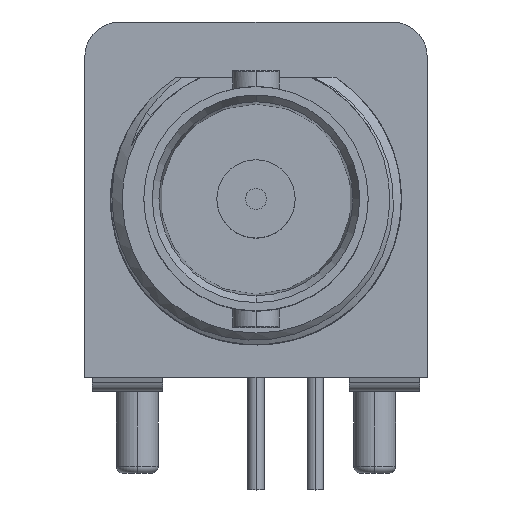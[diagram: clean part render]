
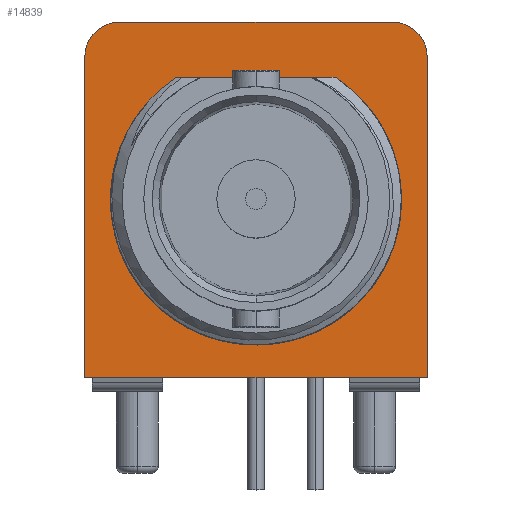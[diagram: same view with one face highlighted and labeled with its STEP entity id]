
A CAD part, top view. The second image highlights one B-rep face of the part: STEP entity #14839.
In plain terms, the highlighted planar face has unit normal (0, 0, 1).
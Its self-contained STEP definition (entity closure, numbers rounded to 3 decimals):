
#2054=CARTESIAN_POINT('',(0.,0.,-21.2));
#2055=DIRECTION('',(0.,0.,-1.));
#2056=DIRECTION('',(0.383,-0.924,0.));
#2057=AXIS2_PLACEMENT_3D('',#2054,#2055,#2056);
#3100=CARTESIAN_POINT('',(-2.382,-5.751,-21.2));
#3101=CARTESIAN_POINT('',(-2.535,-5.68,-21.2));
#3102=CARTESIAN_POINT('',(-2.835,-5.527,-21.2));
#3103=CARTESIAN_POINT('',(-3.263,-5.262,-21.2));
#3104=CARTESIAN_POINT('',(-3.666,-4.964,-21.2));
#3105=CARTESIAN_POINT('',(-4.044,-4.634,-21.2));
#3106=CARTESIAN_POINT('',(-4.392,-4.277,-21.2));
#3107=CARTESIAN_POINT('',(-4.709,-3.893,-21.2));
#3108=CARTESIAN_POINT('',(-4.994,-3.485,-21.2));
#3109=CARTESIAN_POINT('',(-5.243,-3.057,-21.2));
#3110=CARTESIAN_POINT('',(-5.456,-2.611,-21.2));
#3111=CARTESIAN_POINT('',(-5.632,-2.15,-21.2));
#3112=CARTESIAN_POINT('',(-5.769,-1.677,-21.2));
#3113=CARTESIAN_POINT('',(-5.867,-1.197,-21.2));
#3114=CARTESIAN_POINT('',(-5.924,-0.711,-21.2));
#3115=CARTESIAN_POINT('',(-5.942,-0.223,-21.2));
#3116=CARTESIAN_POINT('',(-5.92,0.263,-21.2));
#3117=CARTESIAN_POINT('',(-5.858,0.745,-21.2));
#3118=CARTESIAN_POINT('',(-5.757,1.219,-21.2));
#3119=CARTESIAN_POINT('',(-5.618,1.681,-21.2));
#3120=CARTESIAN_POINT('',(-5.442,2.13,-21.2));
#3121=CARTESIAN_POINT('',(-5.23,2.561,-21.2));
#3122=CARTESIAN_POINT('',(-4.983,2.972,-21.2));
#3123=CARTESIAN_POINT('',(-4.705,3.361,-21.2));
#3124=CARTESIAN_POINT('',(-4.396,3.724,-21.2));
#3125=CARTESIAN_POINT('',(-4.172,3.947,-21.2));
#3126=CARTESIAN_POINT('',(-4.055,4.055,-21.2));
#3149=CARTESIAN_POINT('',(5.825,6.1,-21.2));
#3150=DIRECTION('',(0.,0.,-1.));
#3151=DIRECTION('',(0.,1.,0.));
#3152=AXIS2_PLACEMENT_3D('',#3149,#3150,#3151);
#3154=DIRECTION('',(0.,-1.,0.));
#3155=VECTOR('',#3154,13.7);
#3156=CARTESIAN_POINT('',(7.325,6.1,-21.2));
#3157=LINE('',#3156,#3155);
#3158=DIRECTION('',(-1.,0.,0.));
#3159=VECTOR('',#3158,14.65);
#3160=CARTESIAN_POINT('',(7.325,-7.6,-21.2));
#3161=LINE('',#3160,#3159);
#3162=DIRECTION('',(0.,1.,0.));
#3163=VECTOR('',#3162,13.7);
#3164=CARTESIAN_POINT('',(-7.325,-7.6,-21.2));
#3165=LINE('',#3164,#3163);
#3166=CARTESIAN_POINT('',(-5.825,6.1,-21.2));
#3167=DIRECTION('',(0.,0.,-1.));
#3168=DIRECTION('',(-1.,0.,0.));
#3169=AXIS2_PLACEMENT_3D('',#3166,#3167,#3168);
#3171=DIRECTION('',(1.,0.,0.));
#3172=VECTOR('',#3171,11.65);
#3173=CARTESIAN_POINT('',(-5.825,7.6,-21.2));
#3174=LINE('',#3173,#3172);
#3175=DIRECTION('',(1.,0.,0.));
#3176=VECTOR('',#3175,4.724);
#3177=CARTESIAN_POINT('',(-2.362,5.225,-21.2));
#3178=LINE('',#3177,#3176);
#4207=CARTESIAN_POINT('',(2.362,5.225,-21.2));
#4208=CARTESIAN_POINT('',(2.488,5.168,-21.2));
#4209=CARTESIAN_POINT('',(2.734,5.046,-21.2));
#4210=CARTESIAN_POINT('',(3.09,4.836,-21.2));
#4211=CARTESIAN_POINT('',(3.43,4.601,-21.2));
#4212=CARTESIAN_POINT('',(3.754,4.341,-21.2));
#4213=CARTESIAN_POINT('',(3.957,4.153,-21.2));
#4214=CARTESIAN_POINT('',(4.055,4.055,-21.2));
#4289=CARTESIAN_POINT('',(-4.055,4.055,-21.2));
#4290=CARTESIAN_POINT('',(-3.957,4.152,-21.2));
#4291=CARTESIAN_POINT('',(-3.755,4.34,-21.2));
#4292=CARTESIAN_POINT('',(-3.432,4.6,-21.2));
#4293=CARTESIAN_POINT('',(-3.092,4.835,-21.2));
#4294=CARTESIAN_POINT('',(-2.735,5.046,-21.2));
#4295=CARTESIAN_POINT('',(-2.488,5.168,-21.2));
#4296=CARTESIAN_POINT('',(-2.362,5.225,-21.2));
#4448=CARTESIAN_POINT('',(4.055,4.055,-21.2));
#4449=CARTESIAN_POINT('',(4.172,3.947,-21.2));
#4450=CARTESIAN_POINT('',(4.397,3.723,-21.2));
#4451=CARTESIAN_POINT('',(4.707,3.358,-21.2));
#4452=CARTESIAN_POINT('',(4.986,2.969,-21.2));
#4453=CARTESIAN_POINT('',(5.231,2.558,-21.2));
#4454=CARTESIAN_POINT('',(5.443,2.126,-21.2));
#4455=CARTESIAN_POINT('',(5.619,1.678,-21.2));
#4456=CARTESIAN_POINT('',(5.758,1.215,-21.2));
#4457=CARTESIAN_POINT('',(5.859,0.742,-21.2));
#4458=CARTESIAN_POINT('',(5.92,0.26,-21.2));
#4459=CARTESIAN_POINT('',(5.942,-0.226,-21.2));
#4460=CARTESIAN_POINT('',(5.924,-0.714,-21.2));
#4461=CARTESIAN_POINT('',(5.866,-1.2,-21.2));
#4462=CARTESIAN_POINT('',(5.768,-1.68,-21.2));
#4463=CARTESIAN_POINT('',(5.631,-2.152,-21.2));
#4464=CARTESIAN_POINT('',(5.455,-2.613,-21.2));
#4465=CARTESIAN_POINT('',(5.242,-3.059,-21.2));
#4466=CARTESIAN_POINT('',(4.992,-3.487,-21.2));
#4467=CARTESIAN_POINT('',(4.708,-3.895,-21.2));
#4468=CARTESIAN_POINT('',(4.391,-4.278,-21.2));
#4469=CARTESIAN_POINT('',(4.042,-4.636,-21.2));
#4470=CARTESIAN_POINT('',(3.665,-4.965,-21.2));
#4471=CARTESIAN_POINT('',(3.261,-5.263,-21.2));
#4472=CARTESIAN_POINT('',(2.833,-5.528,-21.2));
#4473=CARTESIAN_POINT('',(2.535,-5.681,-21.2));
#4474=CARTESIAN_POINT('',(2.382,-5.751,-21.2));
#4810=CARTESIAN_POINT('',(7.325,6.1,-21.2));
#4811=CARTESIAN_POINT('',(7.325,-7.6,-21.2));
#4812=VERTEX_POINT('',#4810);
#4813=VERTEX_POINT('',#4811);
#4814=CARTESIAN_POINT('',(-7.325,-7.6,-21.2));
#4815=VERTEX_POINT('',#4814);
#4816=CARTESIAN_POINT('',(-7.325,6.1,-21.2));
#4817=VERTEX_POINT('',#4816);
#4818=CARTESIAN_POINT('',(-5.825,7.6,-21.2));
#4819=CARTESIAN_POINT('',(5.825,7.6,-21.2));
#4820=VERTEX_POINT('',#4818);
#4821=VERTEX_POINT('',#4819);
#5030=CARTESIAN_POINT('',(2.382,-5.751,-21.2));
#5031=CARTESIAN_POINT('',(-2.382,-5.751,-21.2));
#5032=VERTEX_POINT('',#5030);
#5033=VERTEX_POINT('',#5031);
#5034=VERTEX_POINT('',#3126);
#5035=VERTEX_POINT('',#4448);
#5113=CARTESIAN_POINT('',(2.362,5.225,-21.2));
#5115=VERTEX_POINT('',#5113);
#5118=CARTESIAN_POINT('',(-2.362,5.225,-21.2));
#5120=VERTEX_POINT('',#5118);
#14809=CARTESIAN_POINT('',(0.,0.,-21.2));
#14810=DIRECTION('',(0.,0.,-1.));
#14811=DIRECTION('',(-1.,0.,0.));
#14812=AXIS2_PLACEMENT_3D('',#14809,#14810,#14811);
#14813=PLANE('',#14812);
#14815=ORIENTED_EDGE('',*,*,#14814,.T.);
#14817=ORIENTED_EDGE('',*,*,#14816,.T.);
#14819=ORIENTED_EDGE('',*,*,#14818,.T.);
#14821=ORIENTED_EDGE('',*,*,#14820,.T.);
#14823=ORIENTED_EDGE('',*,*,#14822,.T.);
#14825=ORIENTED_EDGE('',*,*,#14824,.T.);
#14826=EDGE_LOOP('',(#14815,#14817,#14819,#14821,#14823,#14825));
#14827=FACE_OUTER_BOUND('',#14826,.F.);
#14829=ORIENTED_EDGE('',*,*,#14828,.F.);
#14830=ORIENTED_EDGE('',*,*,#5695,.F.);
#14832=ORIENTED_EDGE('',*,*,#14831,.F.);
#14833=ORIENTED_EDGE('',*,*,#14248,.F.);
#14834=ORIENTED_EDGE('',*,*,#8699,.F.);
#14836=ORIENTED_EDGE('',*,*,#14835,.F.);
#14837=EDGE_LOOP('',(#14829,#14830,#14832,#14833,#14834,#14836));
#14838=FACE_BOUND('',#14837,.F.);
#2058=CIRCLE('',#2057,6.225);
#3127=B_SPLINE_CURVE_WITH_KNOTS('',3,(#3100,#3101,#3102,#3103,#3104,#3105,#3106,
#3107,#3108,#3109,#3110,#3111,#3112,#3113,#3114,#3115,#3116,#3117,#3118,#3119,
#3120,#3121,#3122,#3123,#3124,#3125,#3126),.UNSPECIFIED.,.F.,.F.,(4,1,1,1,1,1,1,
1,1,1,1,1,1,1,1,1,1,1,1,1,1,1,1,1,4),(0.,0.042,0.083,
0.125,0.167,0.208,0.25,0.292,
0.333,0.375,0.417,0.458,0.5,
0.542,0.583,0.625,0.667,0.708,
0.75,0.792,0.833,0.875,0.917,
0.958,1.),.UNSPECIFIED.);
#3153=CIRCLE('',#3152,1.5);
#3170=CIRCLE('',#3169,1.5);
#4215=B_SPLINE_CURVE_WITH_KNOTS('',3,(#4207,#4208,#4209,#4210,#4211,#4212,#4213,
#4214),.UNSPECIFIED.,.F.,.F.,(4,1,1,1,1,4),(0.,0.2,0.4,0.6,0.8,1.),
.UNSPECIFIED.);
#4297=B_SPLINE_CURVE_WITH_KNOTS('',3,(#4289,#4290,#4291,#4292,#4293,#4294,#4295,
#4296),.UNSPECIFIED.,.F.,.F.,(4,1,1,1,1,4),(0.,0.2,0.4,0.6,0.8,1.),
.UNSPECIFIED.);
#4475=B_SPLINE_CURVE_WITH_KNOTS('',3,(#4448,#4449,#4450,#4451,#4452,#4453,#4454,
#4455,#4456,#4457,#4458,#4459,#4460,#4461,#4462,#4463,#4464,#4465,#4466,#4467,
#4468,#4469,#4470,#4471,#4472,#4473,#4474),.UNSPECIFIED.,.F.,.F.,(4,1,1,1,1,1,1,
1,1,1,1,1,1,1,1,1,1,1,1,1,1,1,1,1,4),(0.,0.042,0.083,
0.125,0.167,0.208,0.25,0.292,
0.333,0.375,0.417,0.458,0.5,
0.542,0.583,0.625,0.667,0.708,
0.75,0.792,0.833,0.875,0.917,
0.958,1.),.UNSPECIFIED.);
#5695=EDGE_CURVE('',#5120,#5115,#3178,.T.);
#8699=EDGE_CURVE('',#5032,#5033,#2058,.T.);
#14248=EDGE_CURVE('',#5033,#5034,#3127,.T.);
#14814=EDGE_CURVE('',#4821,#4812,#3153,.T.);
#14816=EDGE_CURVE('',#4812,#4813,#3157,.T.);
#14818=EDGE_CURVE('',#4813,#4815,#3161,.T.);
#14820=EDGE_CURVE('',#4815,#4817,#3165,.T.);
#14822=EDGE_CURVE('',#4817,#4820,#3170,.T.);
#14824=EDGE_CURVE('',#4820,#4821,#3174,.T.);
#14828=EDGE_CURVE('',#5115,#5035,#4215,.T.);
#14831=EDGE_CURVE('',#5034,#5120,#4297,.T.);
#14835=EDGE_CURVE('',#5035,#5032,#4475,.T.);
#14839=ADVANCED_FACE('',(#14827,#14838),#14813,.F.);
